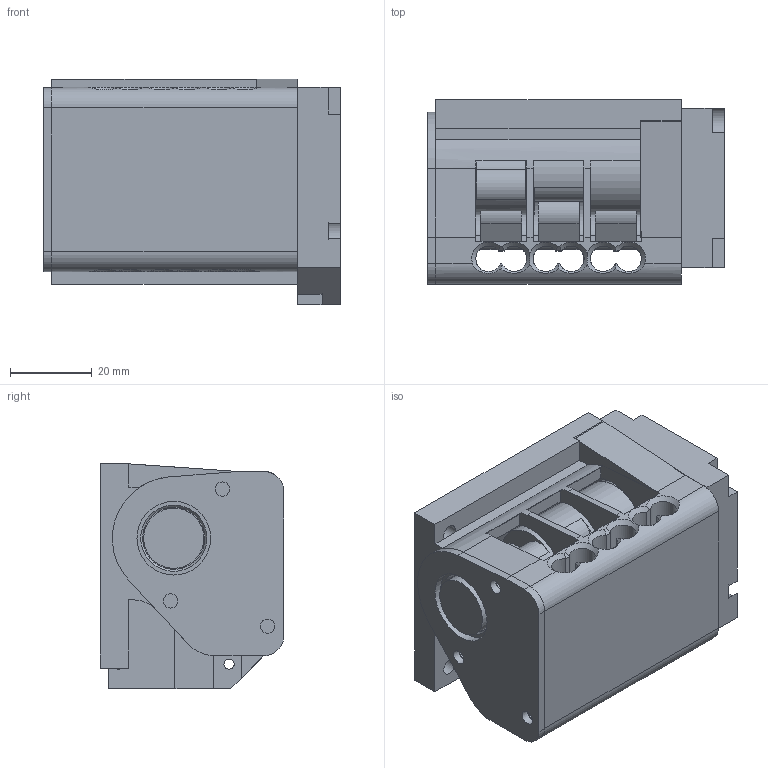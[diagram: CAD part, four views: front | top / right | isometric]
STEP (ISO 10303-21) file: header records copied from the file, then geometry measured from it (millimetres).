
FILE_DESCRIPTION(/* description */ (''),/* implementation_level */ '2;1');
FILE_NAME(/* name */ '',/* time_stamp */ '2025-04-12T11:41:58+02:00',/* author */ (''),/* organization */ (''),/* preprocessor_version */ 'ST-DEVELOPER v20.1',/* originating_system */ 'Autodesk Translation Framework v14.4.0.0',/* authorisation */ '');
FILE_SCHEMA (('AUTOMOTIVE_DESIGN { 1 0 10303 214 3 1 1 }'));
Length unit declared in the file: millimetre
Products named in the file (8): Złożenie rozdzielacza; Popychacze rozdzielacza; Wałek rozdzielacza; obudowa; osona ; sprzeglo; mocowanie silnika; lozysko
Assembly tree (7 placements, depth 2):
  Złożenie rozdzielacza
    Popychacze rozdzielacza
    Wałek rozdzielacza
    obudowa
    osona 
    sprzeglo
    mocowanie silnika
    lozysko
Bounding box: 72.5 x 44.9 x 55.05 mm (x, y, z)
Volume: 95646.5 mm3; surface area: 47276.4 mm2
Topology: 9 solids, 9 shells, 375 faces, 1005 edges, 646 vertices
Faces by surface type: plane 243, cylinder 114, cone 18
Full cylindrical faces by diameter (mm): 2.5 x10, 3.4 x7, 3.5 x3, 3.9 x6, 4 x7, 5 x4, 14.7 x2, 15.2 x1, 18 x3, 20 x3, 22 x1, 22.5 x1, 24 x1, 24.2 x2, 25 x1
Entity records: 12369 total; most frequent: CARTESIAN_POINT 2397, DIRECTION 2090, ORIENTED_EDGE 2010, EDGE_CURVE 1005, AXIS2_PLACEMENT_3D 743, VERTEX_POINT 646, LINE 604, VECTOR 604
